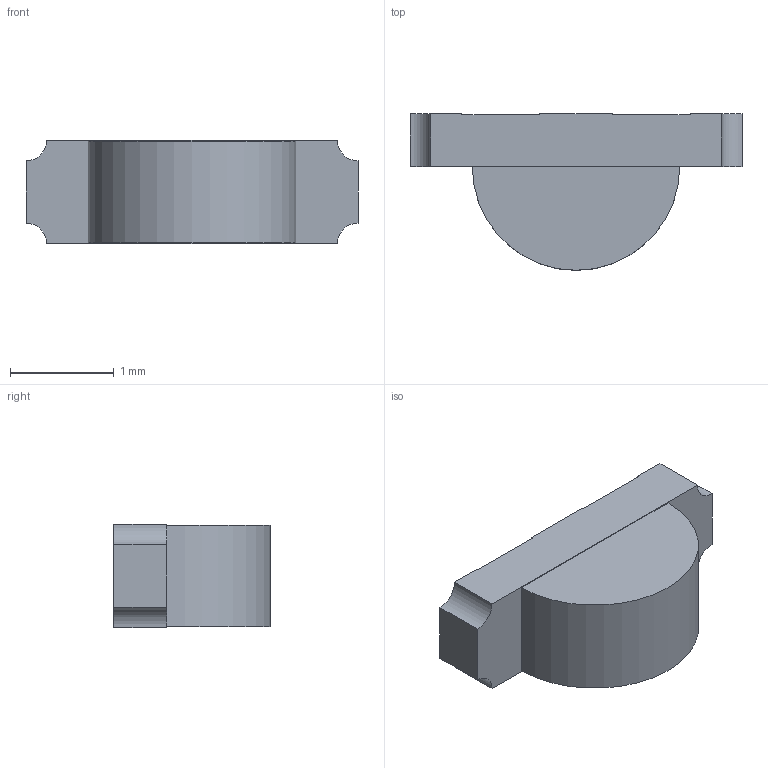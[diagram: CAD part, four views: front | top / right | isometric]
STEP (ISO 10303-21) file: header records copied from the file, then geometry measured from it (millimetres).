
FILE_DESCRIPTION(('HOOPS Exchange Step'),'2;1');
FILE_NAME('export-106E4020-CC13-40D1-89D6-FE875AD3A941.stp','2022-09-25T21:59:18+17:00',('Daxxn'),('Alibre'),'HOOPS Exchange 2022.0','Alibre','Unknown authorisation');
FILE_SCHEMA( ('AP242_MANAGED_MODEL_BASED_3D_ENGINEERING_MIM_LF {1 0 10303 442 1 1 4 }') );
Length unit declared in the file: centimetre
Products named in the file (1): 1204-LED-RA
Bounding box: 3.2 x 1.51 x 1 mm (x, y, z)
Volume: 3.1 mm3; surface area: 14.5 mm2
Topology: 1 solids, 1 shells, 21 faces, 54 edges, 36 vertices
Faces by surface type: plane 16, cylinder 5
Entity records: 694 total; most frequent: CARTESIAN_POINT 113, DIRECTION 110, ORIENTED_EDGE 108, EDGE_CURVE 54, VECTOR 44, LINE 44, VERTEX_POINT 36, AXIS2_PLACEMENT_3D 33
